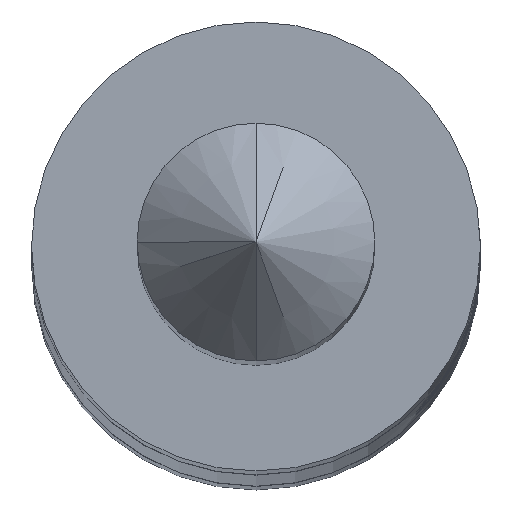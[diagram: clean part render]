
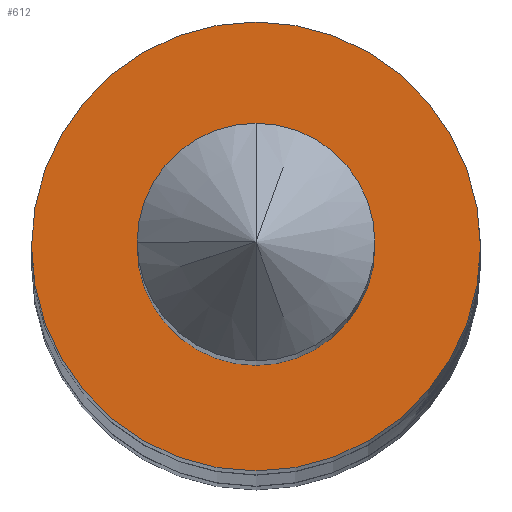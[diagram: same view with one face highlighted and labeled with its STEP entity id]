
A CAD part, top view. The second image highlights one B-rep face of the part: STEP entity #612.
In plain terms, the highlighted planar face has unit normal (0, 0, 1).
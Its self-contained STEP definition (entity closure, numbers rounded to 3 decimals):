
#117 = CIRCLE ( 'NONE', #150, 0.34 ) ;
#150 = AXIS2_PLACEMENT_3D ( 'NONE', #1256, #3050, #1519 ) ;
#203 = VERTEX_POINT ( 'NONE', #2506 ) ;
#357 = EDGE_CURVE ( 'NONE', #1737, #1443, #2142, .T. ) ;
#364 = ORIENTED_EDGE ( 'NONE', *, *, #1637, .F. ) ;
#371 = AXIS2_PLACEMENT_3D ( 'NONE', #1526, #3328, #1773 ) ;
#505 = EDGE_LOOP ( 'NONE', ( #2859, #364 ) ) ;
#511 = ORIENTED_EDGE ( 'NONE', *, *, #1255, .T. ) ;
#534 = PLANE ( 'NONE',  #1898 ) ;
#612 = ADVANCED_FACE ( 'NONE', ( #2916, #3001 ), #534, .F. ) ;
#678 = CARTESIAN_POINT ( 'NONE',  ( 0., 0., 0. ) ) ;
#795 = CARTESIAN_POINT ( 'NONE',  ( 0., 0., 0. ) ) ;
#929 = ORIENTED_EDGE ( 'NONE', *, *, #357, .T. ) ;
#935 = DIRECTION ( 'NONE',  ( -1., 0., 0. ) ) ;
#1255 = EDGE_CURVE ( 'NONE', #1443, #1737, #1503, .T. ) ;
#1256 = CARTESIAN_POINT ( 'NONE',  ( 0., 0., 0. ) ) ;
#1361 = CARTESIAN_POINT ( 'NONE',  ( 0.18, 0., 0. ) ) ;
#1443 = VERTEX_POINT ( 'NONE', #1361 ) ;
#1457 = CARTESIAN_POINT ( 'NONE',  ( 0., 0., 0. ) ) ;
#1503 = CIRCLE ( 'NONE', #2581, 0.18 ) ;
#1519 = DIRECTION ( 'NONE',  ( -1., 0., 0. ) ) ;
#1526 = CARTESIAN_POINT ( 'NONE',  ( 0., 0., 0. ) ) ;
#1569 = DIRECTION ( 'NONE',  ( -1., 0., 0. ) ) ;
#1592 = VERTEX_POINT ( 'NONE', #1918 ) ;
#1637 = EDGE_CURVE ( 'NONE', #203, #1592, #3064, .T. ) ;
#1710 = DIRECTION ( 'NONE',  ( -1., 0., 0. ) ) ;
#1737 = VERTEX_POINT ( 'NONE', #1808 ) ;
#1773 = DIRECTION ( 'NONE',  ( -1., 0., 0. ) ) ;
#1808 = CARTESIAN_POINT ( 'NONE',  ( -0.18, 0., 0. ) ) ;
#1898 = AXIS2_PLACEMENT_3D ( 'NONE', #795, #3112, #1569 ) ;
#1918 = CARTESIAN_POINT ( 'NONE',  ( 0.34, 0., 0. ) ) ;
#2142 = CIRCLE ( 'NONE', #2488, 0.18 ) ;
#2433 = EDGE_CURVE ( 'NONE', #1592, #203, #117, .T. ) ;
#2481 = DIRECTION ( 'NONE',  ( 0., 0., -1. ) ) ;
#2488 = AXIS2_PLACEMENT_3D ( 'NONE', #678, #2481, #935 ) ;
#2506 = CARTESIAN_POINT ( 'NONE',  ( -0.34, 0., 0. ) ) ;
#2581 = AXIS2_PLACEMENT_3D ( 'NONE', #1457, #3259, #1710 ) ;
#2595 = EDGE_LOOP ( 'NONE', ( #929, #511 ) ) ;
#2859 = ORIENTED_EDGE ( 'NONE', *, *, #2433, .F. ) ;
#2916 = FACE_BOUND ( 'NONE', #2595, .T. ) ;
#3001 = FACE_OUTER_BOUND ( 'NONE', #505, .T. ) ;
#3050 = DIRECTION ( 'NONE',  ( 0., 0., -1. ) ) ;
#3064 = CIRCLE ( 'NONE', #371, 0.34 ) ;
#3112 = DIRECTION ( 'NONE',  ( 0., 0., -1. ) ) ;
#3259 = DIRECTION ( 'NONE',  ( 0., 0., -1. ) ) ;
#3328 = DIRECTION ( 'NONE',  ( 0., 0., -1. ) ) ;
